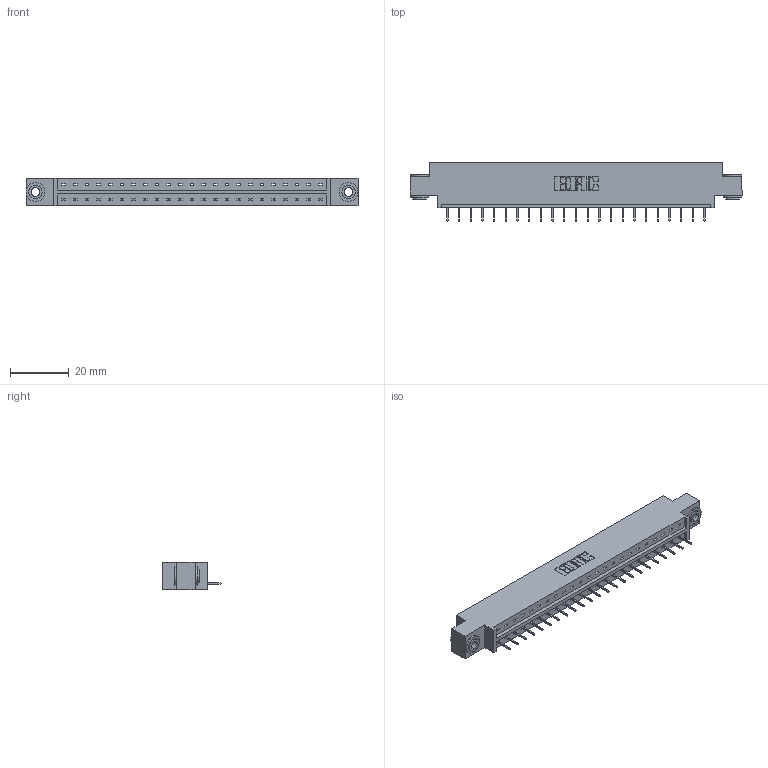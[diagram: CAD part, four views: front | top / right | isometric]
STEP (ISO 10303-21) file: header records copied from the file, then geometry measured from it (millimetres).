
FILE_DESCRIPTION (( 'STEP AP203' ), '1' );
FILE_NAME ('333-023-524-603.STEP', '2018-08-02T03:26:00', ( '' ), ( '' ), 'SwSTEP 2.0', 'SolidWorks 2016', '' );
FILE_SCHEMA (( 'CONFIG_CONTROL_DESIGN' ));
Length unit declared in the file: inch
Products named in the file (4): 333 Part_Offset - .156 Dia - TH; 345-292-001_345-293-124; 345-250-002_345-250-002-102; 333-023-524-603
Assembly tree (26 placements, depth 2):
  333-023-524-603
    333 Part_Offset - .156 Dia - TH
    345-292-001_345-293-124  x23
    345-250-002_345-250-002-102  x2
Bounding box: 112.67 x 19.69 x 9.4 mm (x, y, z)
Volume: 10875.6 mm3; surface area: 11756.1 mm2
Topology: 26 solids, 26 shells, 1582 faces, 4539 edges, 2930 vertices
Faces by surface type: plane 1188, cylinder 386, cone 8
Entity records: 17374 total; most frequent: CARTESIAN_POINT 2978, ORIENTED_EDGE 2930, DIRECTION 2585, EDGE_CURVE 1465, LINE 1317, VECTOR 1317, VERTEX_POINT 970, AXIS2_PLACEMENT_3D 634
